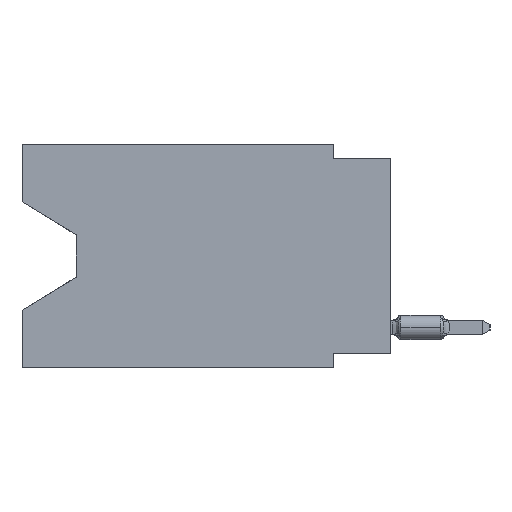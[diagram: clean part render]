
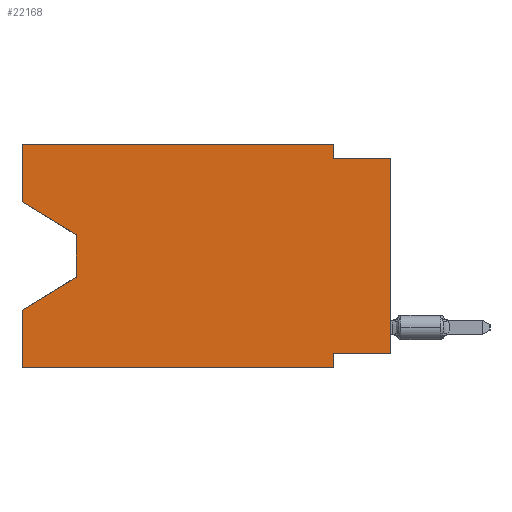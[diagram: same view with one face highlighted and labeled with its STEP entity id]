
A CAD part, left-side view. The second image highlights one B-rep face of the part: STEP entity #22168.
In plain terms, the highlighted planar face has unit normal (-1, 0, 0).
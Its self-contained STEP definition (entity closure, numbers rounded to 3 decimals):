
#286 = ORIENTED_EDGE ( 'NONE', *, *, #57344, .F. ) ;
#1031 = VECTOR ( 'NONE', #51840, 1000. ) ;
#1287 = CARTESIAN_POINT ( 'NONE',  ( 0., 16.383, 0. ) ) ;
#1585 = CARTESIAN_POINT ( 'NONE',  ( 0., 16.383, 0. ) ) ;
#1939 = LINE ( 'NONE', #1287, #11515 ) ;
#2025 = EDGE_CURVE ( 'NONE', #25253, #43678, #13490, .T. ) ;
#2685 = ORIENTED_EDGE ( 'NONE', *, *, #50635, .T. ) ;
#2827 = CARTESIAN_POINT ( 'NONE',  ( 0., 16.383, 0. ) ) ;
#2854 = EDGE_CURVE ( 'NONE', #12448, #38518, #37490, .T. ) ;
#2914 = DIRECTION ( 'NONE',  ( 0., 0.855, -0.519 ) ) ;
#3003 = CARTESIAN_POINT ( 'NONE',  ( 0., 13.97, -4.013 ) ) ;
#3764 = LINE ( 'NONE', #23785, #31809 ) ;
#4080 = VERTEX_POINT ( 'NONE', #53337 ) ;
#5935 = DIRECTION ( 'NONE',  ( 0., 0., 1. ) ) ;
#6658 = ORIENTED_EDGE ( 'NONE', *, *, #2854, .T. ) ;
#7296 = ORIENTED_EDGE ( 'NONE', *, *, #26190, .F. ) ;
#7877 = VECTOR ( 'NONE', #54447, 1000. ) ;
#8693 = VECTOR ( 'NONE', #36712, 1000. ) ;
#9130 = VECTOR ( 'NONE', #28574, 1000. ) ;
#11172 = LINE ( 'NONE', #31186, #39300 ) ;
#11515 = VECTOR ( 'NONE', #46542, 1000. ) ;
#12023 = EDGE_CURVE ( 'NONE', #43678, #38518, #20409, .T. ) ;
#12448 = VERTEX_POINT ( 'NONE', #36395 ) ;
#13229 = DIRECTION ( 'NONE',  ( 0., 0., -1. ) ) ;
#13233 = CARTESIAN_POINT ( 'NONE',  ( 0., 2.54, 0. ) ) ;
#13490 = LINE ( 'NONE', #63326, #9130 ) ;
#13736 = VERTEX_POINT ( 'NONE', #13233 ) ;
#14273 = CARTESIAN_POINT ( 'NONE',  ( 0., 16.383, -2.546 ) ) ;
#15502 = DIRECTION ( 'NONE',  ( 0., 0., -1. ) ) ;
#15554 = EDGE_CURVE ( 'NONE', #61653, #37540, #55710, .T. ) ;
#16577 = VECTOR ( 'NONE', #43699, 1000. ) ;
#16715 = CARTESIAN_POINT ( 'NONE',  ( 0., 13.97, -4.013 ) ) ;
#16927 = CARTESIAN_POINT ( 'NONE',  ( 0., 0., -9.271 ) ) ;
#17335 = LINE ( 'NONE', #1585, #60964 ) ;
#20409 = LINE ( 'NONE', #40398, #33424 ) ;
#21781 = LINE ( 'NONE', #57490, #31421 ) ;
#22168 = ADVANCED_FACE ( 'NONE', ( #64669 ), #38785, .F. ) ;
#23584 = CARTESIAN_POINT ( 'NONE',  ( 0., 13.97, -5.893 ) ) ;
#23785 = CARTESIAN_POINT ( 'NONE',  ( 0., 2.54, 0. ) ) ;
#23901 = CARTESIAN_POINT ( 'NONE',  ( 0., 13.97, -5.893 ) ) ;
#25253 = VERTEX_POINT ( 'NONE', #16927 ) ;
#26190 = EDGE_CURVE ( 'NONE', #12448, #4080, #17335, .T. ) ;
#27151 = VERTEX_POINT ( 'NONE', #55212 ) ;
#28500 = LINE ( 'NONE', #23584, #41888 ) ;
#28574 = DIRECTION ( 'NONE',  ( 0., 1., 0. ) ) ;
#31186 = CARTESIAN_POINT ( 'NONE',  ( 0., 0., 0. ) ) ;
#31197 = CARTESIAN_POINT ( 'NONE',  ( 0., 2.54, -9.271 ) ) ;
#31421 = VECTOR ( 'NONE', #47318, 1000. ) ;
#31809 = VECTOR ( 'NONE', #43779, 1000. ) ;
#33424 = VECTOR ( 'NONE', #15502, 1000. ) ;
#34470 = CARTESIAN_POINT ( 'NONE',  ( 0., 0., -0.635 ) ) ;
#36395 = CARTESIAN_POINT ( 'NONE',  ( 0., 16.383, -9.906 ) ) ;
#36712 = DIRECTION ( 'NONE',  ( 0., 0., -1. ) ) ;
#36787 = LINE ( 'NONE', #63567, #1031 ) ;
#37073 = EDGE_LOOP ( 'NONE', ( #61388, #39567, #56953, #7296, #6658, #42173, #48820, #2685, #58853, #55067, #286, #48774 ) ) ;
#37490 = LINE ( 'NONE', #63694, #16577 ) ;
#37540 = VERTEX_POINT ( 'NONE', #23901 ) ;
#38471 = CARTESIAN_POINT ( 'NONE',  ( 0., 16.383, 0. ) ) ;
#38518 = VERTEX_POINT ( 'NONE', #40425 ) ;
#38785 = PLANE ( 'NONE',  #40678 ) ;
#39300 = VECTOR ( 'NONE', #5935, 1000. ) ;
#39567 = ORIENTED_EDGE ( 'NONE', *, *, #15554, .T. ) ;
#40398 = CARTESIAN_POINT ( 'NONE',  ( 0., 2.54, -9.906 ) ) ;
#40425 = CARTESIAN_POINT ( 'NONE',  ( 0., 2.54, -9.906 ) ) ;
#40678 = AXIS2_PLACEMENT_3D ( 'NONE', #38471, #58136, #13229 ) ;
#41071 = VERTEX_POINT ( 'NONE', #14273 ) ;
#41888 = VECTOR ( 'NONE', #2914, 1000. ) ;
#42173 = ORIENTED_EDGE ( 'NONE', *, *, #12023, .F. ) ;
#43678 = VERTEX_POINT ( 'NONE', #31197 ) ;
#43699 = DIRECTION ( 'NONE',  ( 0., -1., 0. ) ) ;
#43779 = DIRECTION ( 'NONE',  ( 0., 0., -1. ) ) ;
#46542 = DIRECTION ( 'NONE',  ( 0., 0., 1. ) ) ;
#47318 = DIRECTION ( 'NONE',  ( 0., -0.855, -0.519 ) ) ;
#48774 = ORIENTED_EDGE ( 'NONE', *, *, #59151, .F. ) ;
#48820 = ORIENTED_EDGE ( 'NONE', *, *, #2025, .F. ) ;
#49125 = EDGE_CURVE ( 'NONE', #13736, #59809, #3764, .T. ) ;
#50518 = EDGE_CURVE ( 'NONE', #59809, #27151, #59697, .T. ) ;
#50635 = EDGE_CURVE ( 'NONE', #25253, #27151, #11172, .T. ) ;
#51840 = DIRECTION ( 'NONE',  ( 0., -1., 0. ) ) ;
#52337 = CARTESIAN_POINT ( 'NONE',  ( 0., 2.54, -0.635 ) ) ;
#53337 = CARTESIAN_POINT ( 'NONE',  ( 0., 16.383, -7.36 ) ) ;
#54447 = DIRECTION ( 'NONE',  ( 0., -1., 0. ) ) ;
#55067 = ORIENTED_EDGE ( 'NONE', *, *, #49125, .F. ) ;
#55212 = CARTESIAN_POINT ( 'NONE',  ( 0., 0., -0.635 ) ) ;
#55710 = LINE ( 'NONE', #16715, #8693 ) ;
#56953 = ORIENTED_EDGE ( 'NONE', *, *, #59299, .T. ) ;
#57049 = EDGE_CURVE ( 'NONE', #41071, #61653, #21781, .T. ) ;
#57318 = DIRECTION ( 'NONE',  ( 0., 0., 1. ) ) ;
#57344 = EDGE_CURVE ( 'NONE', #62319, #13736, #36787, .T. ) ;
#57490 = CARTESIAN_POINT ( 'NONE',  ( 0., 16.383, -2.546 ) ) ;
#58136 = DIRECTION ( 'NONE',  ( 1., 0., 0. ) ) ;
#58853 = ORIENTED_EDGE ( 'NONE', *, *, #50518, .F. ) ;
#59151 = EDGE_CURVE ( 'NONE', #41071, #62319, #1939, .T. ) ;
#59299 = EDGE_CURVE ( 'NONE', #37540, #4080, #28500, .T. ) ;
#59697 = LINE ( 'NONE', #34470, #7877 ) ;
#59809 = VERTEX_POINT ( 'NONE', #52337 ) ;
#60964 = VECTOR ( 'NONE', #57318, 1000. ) ;
#61388 = ORIENTED_EDGE ( 'NONE', *, *, #57049, .T. ) ;
#61653 = VERTEX_POINT ( 'NONE', #3003 ) ;
#62319 = VERTEX_POINT ( 'NONE', #2827 ) ;
#63326 = CARTESIAN_POINT ( 'NONE',  ( 0., 0., -9.271 ) ) ;
#63567 = CARTESIAN_POINT ( 'NONE',  ( 0., 16.383, 0. ) ) ;
#63694 = CARTESIAN_POINT ( 'NONE',  ( 0., 16.383, -9.906 ) ) ;
#64669 = FACE_OUTER_BOUND ( 'NONE', #37073, .T. ) ;
